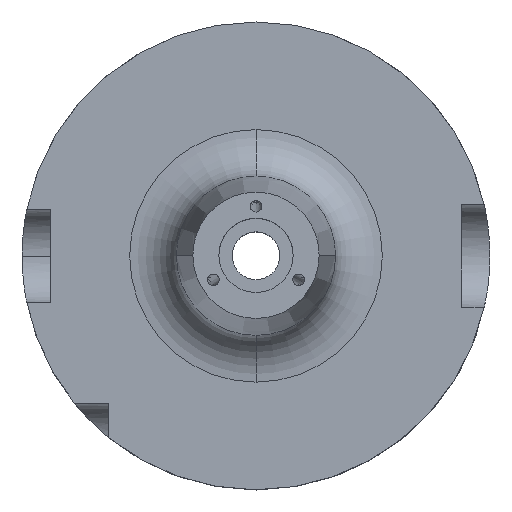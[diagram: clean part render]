
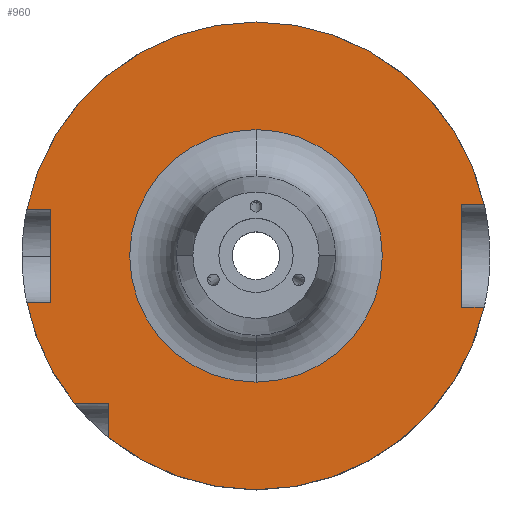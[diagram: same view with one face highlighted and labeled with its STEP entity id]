
A CAD part, top view. The second image highlights one B-rep face of the part: STEP entity #960.
In plain terms, the highlighted planar face has unit normal (0, 0, 1).
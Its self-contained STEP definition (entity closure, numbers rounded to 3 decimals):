
#16 = ORIENTED_EDGE ( 'NONE', *, *, #683, .T. ) ;
#22 = VECTOR ( 'NONE', #2879, 1000. ) ;
#31 = CARTESIAN_POINT ( 'NONE',  ( 54., 11., 29. ) ) ;
#50 = VERTEX_POINT ( 'NONE', #2929 ) ;
#57 = CARTESIAN_POINT ( 'NONE',  ( 48.775, -11., 29. ) ) ;
#221 = EDGE_CURVE ( 'NONE', #1559, #2634, #1800, .T. ) ;
#235 = EDGE_CURVE ( 'NONE', #3656, #3376, #1061, .T. ) ;
#273 = VECTOR ( 'NONE', #2862, 1000. ) ;
#303 = CARTESIAN_POINT ( 'NONE',  ( 48.775, 11., 29. ) ) ;
#306 = CARTESIAN_POINT ( 'NONE',  ( 0., 27., 29. ) ) ;
#336 = AXIS2_PLACEMENT_3D ( 'NONE', #1234, #3209, #1513 ) ;
#352 = CARTESIAN_POINT ( 'NONE',  ( 0., 50., 29. ) ) ;
#387 = EDGE_CURVE ( 'NONE', #1825, #2194, #1812, .T. ) ;
#429 = EDGE_CURVE ( 'NONE', #3656, #2905, #871, .T. ) ;
#480 = CIRCLE ( 'NONE', #1845, 50. ) ;
#486 = CARTESIAN_POINT ( 'NONE',  ( -48.99, -10., 29. ) ) ;
#538 = CARTESIAN_POINT ( 'NONE',  ( 0., 0., 29. ) ) ;
#580 = CARTESIAN_POINT ( 'NONE',  ( 54., -11., 29. ) ) ;
#673 = ORIENTED_EDGE ( 'NONE', *, *, #1967, .F. ) ;
#678 = DIRECTION ( 'NONE',  ( -1., 0., 0. ) ) ;
#683 = EDGE_CURVE ( 'NONE', #2811, #2817, #3274, .T. ) ;
#692 = EDGE_CURVE ( 'NONE', #2905, #1492, #3425, .T. ) ;
#755 = CARTESIAN_POINT ( 'NONE',  ( -44., -10., 29. ) ) ;
#825 = EDGE_CURVE ( 'NONE', #3511, #50, #1738, .T. ) ;
#833 = DIRECTION ( 'NONE',  ( 0., 1., 0. ) ) ;
#848 = DIRECTION ( 'NONE',  ( 0., 0., -1. ) ) ;
#871 = CIRCLE ( 'NONE', #3685, 50. ) ;
#873 = EDGE_CURVE ( 'NONE', #1492, #2556, #2304, .T. ) ;
#960 = ADVANCED_FACE ( 'NONE', ( #2242, #2815 ), #3275, .T. ) ;
#1040 = AXIS2_PLACEMENT_3D ( 'NONE', #2543, #848, #2822 ) ;
#1061 = LINE ( 'NONE', #2589, #273 ) ;
#1110 = VECTOR ( 'NONE', #2578, 1000. ) ;
#1158 = DIRECTION ( 'NONE',  ( 0., 0., -1. ) ) ;
#1184 = ORIENTED_EDGE ( 'NONE', *, *, #2467, .T. ) ;
#1198 = DIRECTION ( 'NONE',  ( 0., 0., -1. ) ) ;
#1226 = EDGE_CURVE ( 'NONE', #3376, #2194, #1507, .T. ) ;
#1234 = CARTESIAN_POINT ( 'NONE',  ( 0., 0., 29. ) ) ;
#1260 = DIRECTION ( 'NONE',  ( 0., -1., 0. ) ) ;
#1273 = CARTESIAN_POINT ( 'NONE',  ( -44., -10., 29. ) ) ;
#1352 = AXIS2_PLACEMENT_3D ( 'NONE', #2704, #1580, #3555 ) ;
#1354 = VECTOR ( 'NONE', #2161, 1000. ) ;
#1476 = CARTESIAN_POINT ( 'NONE',  ( -31.5, -31.5, 29. ) ) ;
#1492 = VERTEX_POINT ( 'NONE', #303 ) ;
#1501 = VERTEX_POINT ( 'NONE', #3415 ) ;
#1507 = LINE ( 'NONE', #755, #1354 ) ;
#1513 = DIRECTION ( 'NONE',  ( 0., -1., 0. ) ) ;
#1521 = CARTESIAN_POINT ( 'NONE',  ( 0., -31.5, 29. ) ) ;
#1529 = CARTESIAN_POINT ( 'NONE',  ( 44., 11., 29. ) ) ;
#1559 = VERTEX_POINT ( 'NONE', #1476 ) ;
#1580 = DIRECTION ( 'NONE',  ( 0., 0., 1. ) ) ;
#1654 = LINE ( 'NONE', #2667, #2295 ) ;
#1684 = DIRECTION ( 'NONE',  ( 0., 0., -1. ) ) ;
#1689 = DIRECTION ( 'NONE',  ( 1., 0., 0. ) ) ;
#1720 = VECTOR ( 'NONE', #1689, 1000. ) ;
#1738 = CIRCLE ( 'NONE', #2917, 50. ) ;
#1760 = VECTOR ( 'NONE', #3454, 1000. ) ;
#1800 = LINE ( 'NONE', #1521, #3318 ) ;
#1812 = LINE ( 'NONE', #3659, #1720 ) ;
#1825 = VERTEX_POINT ( 'NONE', #486 ) ;
#1845 = AXIS2_PLACEMENT_3D ( 'NONE', #2881, #1198, #3177 ) ;
#1881 = ORIENTED_EDGE ( 'NONE', *, *, #387, .F. ) ;
#1955 = ORIENTED_EDGE ( 'NONE', *, *, #692, .F. ) ;
#1967 = EDGE_CURVE ( 'NONE', #2556, #1501, #1654, .T. ) ;
#2059 = ORIENTED_EDGE ( 'NONE', *, *, #235, .T. ) ;
#2161 = DIRECTION ( 'NONE',  ( 0., -1., 0. ) ) ;
#2182 = ORIENTED_EDGE ( 'NONE', *, *, #1226, .T. ) ;
#2194 = VERTEX_POINT ( 'NONE', #1273 ) ;
#2242 = FACE_BOUND ( 'NONE', #3595, .T. ) ;
#2285 = ORIENTED_EDGE ( 'NONE', *, *, #2806, .T. ) ;
#2295 = VECTOR ( 'NONE', #1260, 1000. ) ;
#2304 = LINE ( 'NONE', #31, #22 ) ;
#2438 = CARTESIAN_POINT ( 'NONE',  ( -44., 10., 29. ) ) ;
#2467 = EDGE_CURVE ( 'NONE', #2817, #2811, #2560, .T. ) ;
#2529 = DIRECTION ( 'NONE',  ( 0., 0., -1. ) ) ;
#2543 = CARTESIAN_POINT ( 'NONE',  ( 0., 0., 29. ) ) ;
#2556 = VERTEX_POINT ( 'NONE', #1529 ) ;
#2560 = CIRCLE ( 'NONE', #336, 27. ) ;
#2566 = ORIENTED_EDGE ( 'NONE', *, *, #3119, .F. ) ;
#2578 = DIRECTION ( 'NONE',  ( -1., 0., 0. ) ) ;
#2589 = CARTESIAN_POINT ( 'NONE',  ( -54., 10., 29. ) ) ;
#2597 = LINE ( 'NONE', #580, #1110 ) ;
#2634 = VERTEX_POINT ( 'NONE', #3298 ) ;
#2667 = CARTESIAN_POINT ( 'NONE',  ( 44., -11., 29. ) ) ;
#2704 = CARTESIAN_POINT ( 'NONE',  ( 0., 44., 29. ) ) ;
#2738 = CARTESIAN_POINT ( 'NONE',  ( -48.99, 10., 29. ) ) ;
#2806 = EDGE_CURVE ( 'NONE', #3511, #1501, #2597, .T. ) ;
#2811 = VERTEX_POINT ( 'NONE', #306 ) ;
#2815 = FACE_OUTER_BOUND ( 'NONE', #3462, .T. ) ;
#2817 = VERTEX_POINT ( 'NONE', #3417 ) ;
#2822 = DIRECTION ( 'NONE',  ( 0., 1., 0. ) ) ;
#2845 = CARTESIAN_POINT ( 'NONE',  ( 0., 0., 29. ) ) ;
#2862 = DIRECTION ( 'NONE',  ( 1., 0., 0. ) ) ;
#2865 = EDGE_CURVE ( 'NONE', #50, #1559, #3362, .T. ) ;
#2879 = DIRECTION ( 'NONE',  ( -1., 0., 0. ) ) ;
#2881 = CARTESIAN_POINT ( 'NONE',  ( 0., 0., 29. ) ) ;
#2905 = VERTEX_POINT ( 'NONE', #352 ) ;
#2917 = AXIS2_PLACEMENT_3D ( 'NONE', #2845, #1158, #3143 ) ;
#2929 = CARTESIAN_POINT ( 'NONE',  ( -31.5, -38.83, 29. ) ) ;
#3099 = ORIENTED_EDGE ( 'NONE', *, *, #2865, .F. ) ;
#3119 = EDGE_CURVE ( 'NONE', #2634, #1825, #480, .T. ) ;
#3143 = DIRECTION ( 'NONE',  ( 0., 1., 0. ) ) ;
#3153 = ORIENTED_EDGE ( 'NONE', *, *, #429, .F. ) ;
#3157 = ORIENTED_EDGE ( 'NONE', *, *, #221, .F. ) ;
#3177 = DIRECTION ( 'NONE',  ( 0., 1., 0. ) ) ;
#3181 = CARTESIAN_POINT ( 'NONE',  ( -31.5, 44., 29. ) ) ;
#3209 = DIRECTION ( 'NONE',  ( 0., 0., -1. ) ) ;
#3242 = ORIENTED_EDGE ( 'NONE', *, *, #873, .F. ) ;
#3260 = AXIS2_PLACEMENT_3D ( 'NONE', #3378, #1684, #3654 ) ;
#3274 = CIRCLE ( 'NONE', #3260, 27. ) ;
#3275 = PLANE ( 'NONE',  #1352 ) ;
#3298 = CARTESIAN_POINT ( 'NONE',  ( -38.83, -31.5, 29. ) ) ;
#3318 = VECTOR ( 'NONE', #678, 1000. ) ;
#3362 = LINE ( 'NONE', #3181, #1760 ) ;
#3376 = VERTEX_POINT ( 'NONE', #2438 ) ;
#3378 = CARTESIAN_POINT ( 'NONE',  ( 0., 0., 29. ) ) ;
#3415 = CARTESIAN_POINT ( 'NONE',  ( 44., -11., 29. ) ) ;
#3417 = CARTESIAN_POINT ( 'NONE',  ( 0., -27., 29. ) ) ;
#3425 = CIRCLE ( 'NONE', #1040, 50. ) ;
#3454 = DIRECTION ( 'NONE',  ( 0., 1., 0. ) ) ;
#3462 = EDGE_LOOP ( 'NONE', ( #2059, #2182, #1881, #2566, #3157, #3099, #3476, #2285, #673, #3242, #1955, #3153 ) ) ;
#3476 = ORIENTED_EDGE ( 'NONE', *, *, #825, .F. ) ;
#3511 = VERTEX_POINT ( 'NONE', #57 ) ;
#3555 = DIRECTION ( 'NONE',  ( 0., -1., 0. ) ) ;
#3595 = EDGE_LOOP ( 'NONE', ( #1184, #16 ) ) ;
#3654 = DIRECTION ( 'NONE',  ( 0., -1., 0. ) ) ;
#3656 = VERTEX_POINT ( 'NONE', #2738 ) ;
#3659 = CARTESIAN_POINT ( 'NONE',  ( -54., -10., 29. ) ) ;
#3685 = AXIS2_PLACEMENT_3D ( 'NONE', #538, #2529, #833 ) ;
